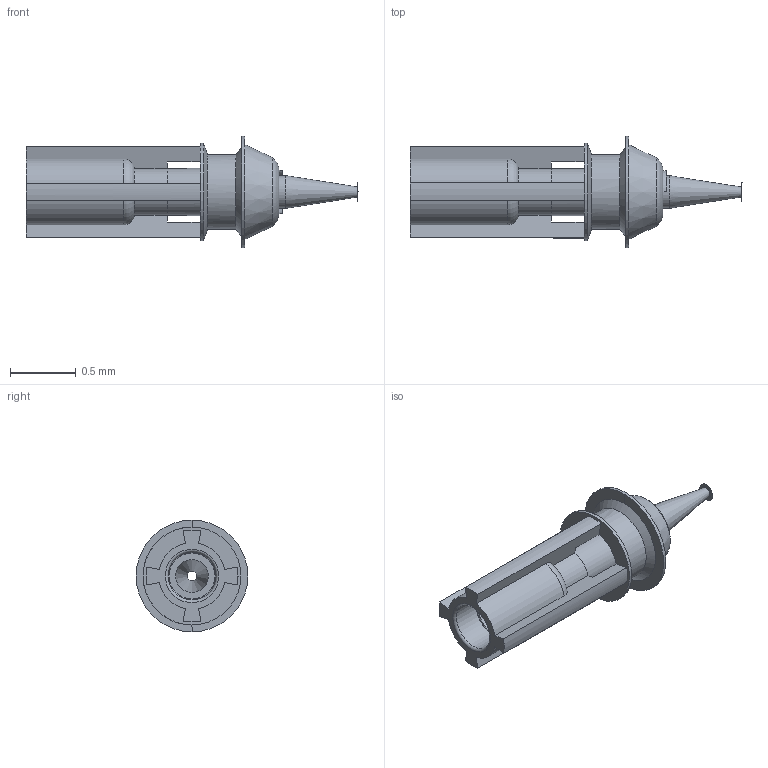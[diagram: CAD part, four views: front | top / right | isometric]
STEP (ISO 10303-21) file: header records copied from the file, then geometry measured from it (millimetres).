
FILE_DESCRIPTION(/* description */ (''),/* implementation_level */ '2;1');
FILE_NAME(/* name */ 'MV_L_75_363_603_6.stp',/* time_stamp */ '2022-07-12T15:51:45+02:00',/* author */ ('vakilim'),/* organization */ (''),/* preprocessor_version */ 'ST-DEVELOPER v19',/* originating_system */ 'Autodesk Inventor 2023',/* authorisation */ '');
FILE_SCHEMA (('AUTOMOTIVE_DESIGN { 1 0 10303 214 3 1 1 }'));
Length unit declared in the file: inch
Products named in the file (1): MV_L_75_363_603_61
Bounding box: 2.52 x 0.85 x 0.85 mm (x, y, z)
Volume: 0.3 mm3; surface area: 10.3 mm2
Topology: 1 solids, 1 shells, 138 faces, 399 edges, 251 vertices
Faces by surface type: bspline 40, plane 33, cylinder 31, cone 24, torus 10
Full cylindrical faces by diameter (mm): 0.25 x1, 0.358 x3, 0.366 x4, 0.466 x1, 0.745 x1, 0.85 x1
Entity records: 6753 total; most frequent: CARTESIAN_POINT 3339, ORIENTED_EDGE 798, DIRECTION 616, EDGE_CURVE 399, VERTEX_POINT 251, AXIS2_PLACEMENT_3D 247, EDGE_LOOP 144, CIRCLE 142
